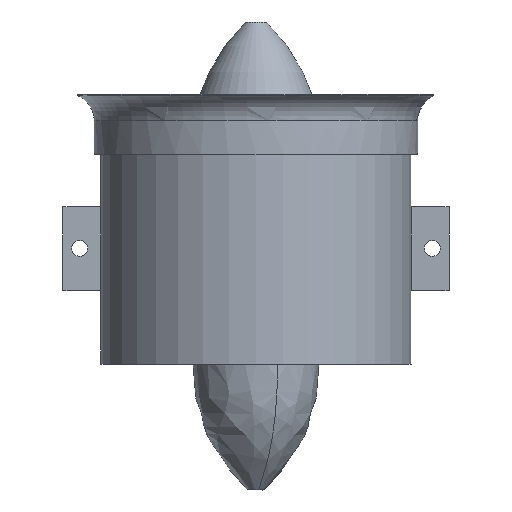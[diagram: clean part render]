
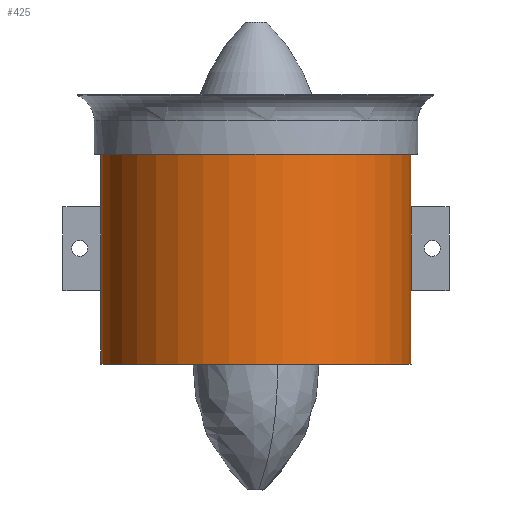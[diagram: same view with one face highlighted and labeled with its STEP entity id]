
A CAD part, front view. The second image highlights one B-rep face of the part: STEP entity #425.
In plain terms, the highlighted cylindrical face has radius 37 mm (diameter 74 mm), a full revolution.
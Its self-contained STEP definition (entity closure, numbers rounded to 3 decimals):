
#425=ADVANCED_FACE('',(#2305,#2307,#2309,#2311),#2313,.T.);
#2305=FACE_BOUND('',#2306,.T.);
#2306=EDGE_LOOP('',(#4065,#4066,#4067,#4068,#4069,#4070));
#2307=FACE_OUTER_BOUND('',#2308,.T.);
#2308=EDGE_LOOP('',(#4071));
#2309=FACE_OUTER_BOUND('',#2310,.T.);
#2310=EDGE_LOOP('',(#4072));
#2311=FACE_BOUND('',#2312,.T.);
#2312=EDGE_LOOP('',(#4073,#4074,#4075,#4076));
#2313=CYLINDRICAL_SURFACE('',#2314,37.);
#2314=AXIS2_PLACEMENT_3D('',#2315,#2316,#2317);
#2315=CARTESIAN_POINT('',(0.,0.,0.));
#2316=DIRECTION('',(-0.,-0.,-1.));
#2317=DIRECTION('',(-1.,0.,0.));
#4065=ORIENTED_EDGE('',*,*,#4966,.T.);
#4066=ORIENTED_EDGE('',*,*,#4967,.T.);
#4067=ORIENTED_EDGE('',*,*,#4968,.T.);
#4068=ORIENTED_EDGE('',*,*,#4969,.T.);
#4069=ORIENTED_EDGE('',*,*,#4970,.T.);
#4070=ORIENTED_EDGE('',*,*,#4971,.T.);
#4071=ORIENTED_EDGE('',*,*,#4972,.T.);
#4072=ORIENTED_EDGE('',*,*,#4973,.F.);
#4073=ORIENTED_EDGE('',*,*,#4974,.T.);
#4074=ORIENTED_EDGE('',*,*,#4975,.T.);
#4075=ORIENTED_EDGE('',*,*,#4976,.T.);
#4076=ORIENTED_EDGE('',*,*,#4977,.T.);
#4966=EDGE_CURVE('',#5488,#5489,#5490,.T.);
#4967=EDGE_CURVE('',#5489,#5491,#5492,.T.);
#4968=EDGE_CURVE('',#5491,#5493,#5494,.T.);
#4969=EDGE_CURVE('',#5493,#5495,#5496,.T.);
#4970=EDGE_CURVE('',#5495,#5497,#5498,.T.);
#4971=EDGE_CURVE('',#5497,#5488,#5499,.T.);
#4972=EDGE_CURVE('',#5500,#5500,#5501,.T.);
#4973=EDGE_CURVE('',#5502,#5502,#5503,.T.);
#4974=EDGE_CURVE('',#5504,#5505,#5506,.T.);
#4975=EDGE_CURVE('',#5505,#5507,#5508,.T.);
#4976=EDGE_CURVE('',#5507,#5509,#5510,.T.);
#4977=EDGE_CURVE('',#5509,#5504,#5511,.T.);
#5488=VERTEX_POINT('',#7126);
#5489=VERTEX_POINT('',#7127);
#5490=CIRCLE('',#7128,37.);
#5491=VERTEX_POINT('',#7132);
#5492=CIRCLE('',#7133,37.);
#5493=VERTEX_POINT('',#7137);
#5494=LINE('',#7138,#7139);
#5495=VERTEX_POINT('',#7141);
#5496=CIRCLE('',#7142,37.);
#5497=VERTEX_POINT('',#7146);
#5498=CIRCLE('',#7147,37.);
#5499=LINE('',#7151,#7152);
#5500=VERTEX_POINT('',#7154);
#5501=CIRCLE('',#7155,37.);
#5502=VERTEX_POINT('',#7159);
#5503=CIRCLE('',#7160,37.);
#5504=VERTEX_POINT('',#7164);
#5505=VERTEX_POINT('',#7165);
#5506=LINE('',#7166,#7167);
#5507=VERTEX_POINT('',#7169);
#5508=CIRCLE('',#7170,37.);
#5509=VERTEX_POINT('',#7174);
#5510=LINE('',#7175,#7176);
#5511=CIRCLE('',#7178,37.);
#7126=CARTESIAN_POINT('',(-36.982,1.15,37.5));
#7127=CARTESIAN_POINT('',(-37.,0.,37.5));
#7128=AXIS2_PLACEMENT_3D('',#7129,#7130,#7131);
#7129=CARTESIAN_POINT('',(0.,0.,37.5));
#7130=DIRECTION('',(0.,-0.,1.));
#7131=DIRECTION('',(-1.,0.031,0.));
#7132=CARTESIAN_POINT('',(-36.982,-1.15,37.5));
#7133=AXIS2_PLACEMENT_3D('',#7134,#7135,#7136);
#7134=CARTESIAN_POINT('',(0.,0.,37.5));
#7135=DIRECTION('',(0.,0.,1.));
#7136=DIRECTION('',(-1.,0.,0.));
#7137=CARTESIAN_POINT('',(-36.982,-1.15,17.5));
#7138=CARTESIAN_POINT('',(-36.982,-1.15,37.5));
#7139=VECTOR('',#7140,1.);
#7140=DIRECTION('',(0.,0.,-1.));
#7141=CARTESIAN_POINT('',(-37.,0.,17.5));
#7142=AXIS2_PLACEMENT_3D('',#7143,#7144,#7145);
#7143=CARTESIAN_POINT('',(0.,0.,17.5));
#7144=DIRECTION('',(0.,-0.,-1.));
#7145=DIRECTION('',(-1.,-0.031,0.));
#7146=CARTESIAN_POINT('',(-36.982,1.15,17.5));
#7147=AXIS2_PLACEMENT_3D('',#7148,#7149,#7150);
#7148=CARTESIAN_POINT('',(0.,0.,17.5));
#7149=DIRECTION('',(0.,0.,-1.));
#7150=DIRECTION('',(-1.,0.,0.));
#7151=CARTESIAN_POINT('',(-36.982,1.15,17.5));
#7152=VECTOR('',#7153,1.);
#7153=DIRECTION('',(0.,0.,1.));
#7154=CARTESIAN_POINT('',(-37.,0.,50.));
#7155=AXIS2_PLACEMENT_3D('',#7156,#7157,#7158);
#7156=CARTESIAN_POINT('',(0.,0.,50.));
#7157=DIRECTION('',(-0.,0.,-1.));
#7158=DIRECTION('',(-1.,0.,0.));
#7159=CARTESIAN_POINT('',(-37.,0.,0.));
#7160=AXIS2_PLACEMENT_3D('',#7161,#7162,#7163);
#7161=CARTESIAN_POINT('',(0.,0.,0.));
#7162=DIRECTION('',(-0.,-0.,-1.));
#7163=DIRECTION('',(-1.,0.,0.));
#7164=CARTESIAN_POINT('',(36.982,-1.15,17.5));
#7165=CARTESIAN_POINT('',(36.982,-1.15,37.5));
#7166=CARTESIAN_POINT('',(36.982,-1.15,17.5));
#7167=VECTOR('',#7168,1.);
#7168=DIRECTION('',(0.,0.,1.));
#7169=CARTESIAN_POINT('',(36.982,1.15,37.5));
#7170=AXIS2_PLACEMENT_3D('',#7171,#7172,#7173);
#7171=CARTESIAN_POINT('',(0.,0.,37.5));
#7172=DIRECTION('',(-0.,0.,1.));
#7173=DIRECTION('',(1.,-0.031,0.));
#7174=CARTESIAN_POINT('',(36.982,1.15,17.5));
#7175=CARTESIAN_POINT('',(36.982,1.15,37.5));
#7176=VECTOR('',#7177,1.);
#7177=DIRECTION('',(0.,0.,-1.));
#7178=AXIS2_PLACEMENT_3D('',#7179,#7180,#7181);
#7179=CARTESIAN_POINT('',(0.,0.,17.5));
#7180=DIRECTION('',(0.,-0.,-1.));
#7181=DIRECTION('',(1.,0.031,0.));
